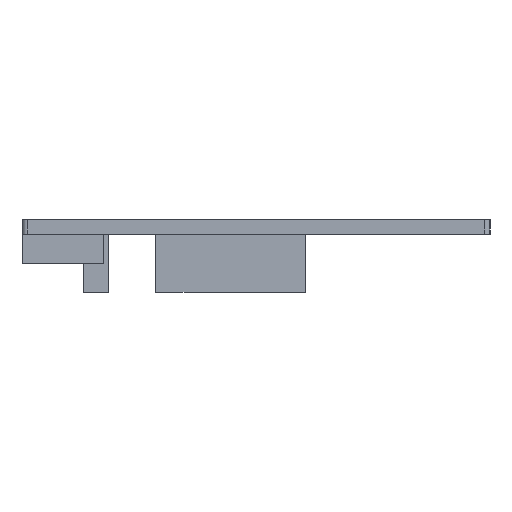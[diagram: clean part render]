
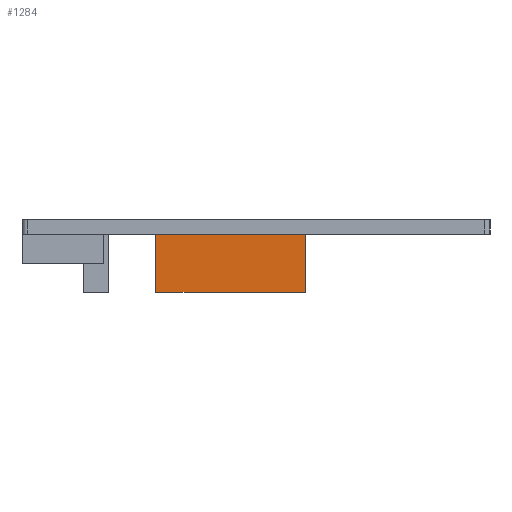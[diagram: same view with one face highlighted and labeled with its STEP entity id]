
A CAD part, left-side view. The second image highlights one B-rep face of the part: STEP entity #1284.
In plain terms, the highlighted planar face has unit normal (-1, 0, 0).
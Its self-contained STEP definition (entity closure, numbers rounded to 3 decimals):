
#206=LINE('',#2147,#302);
#207=LINE('',#2150,#303);
#208=LINE('',#2152,#304);
#209=LINE('',#2153,#305);
#302=VECTOR('',#1799,10.);
#303=VECTOR('',#1802,10.);
#304=VECTOR('',#1803,10.);
#305=VECTOR('',#1804,10.);
#372=FACE_OUTER_BOUND('',#500,.T.);
#500=EDGE_LOOP('',(#1173,#1174,#1175,#1176));
#682=VERTEX_POINT('',#2141);
#684=VERTEX_POINT('',#2145);
#685=VERTEX_POINT('',#2149);
#686=VERTEX_POINT('',#2151);
#848=EDGE_CURVE('',#682,#684,#206,.T.);
#849=EDGE_CURVE('',#682,#685,#207,.T.);
#850=EDGE_CURVE('',#686,#684,#208,.T.);
#851=EDGE_CURVE('',#685,#686,#209,.T.);
#1173=ORIENTED_EDGE('',*,*,#849,.F.);
#1174=ORIENTED_EDGE('',*,*,#848,.T.);
#1175=ORIENTED_EDGE('',*,*,#850,.F.);
#1176=ORIENTED_EDGE('',*,*,#851,.F.);
#1218=PLANE('',#1439);
#1284=ADVANCED_FACE('',(#372),#1218,.T.);
#1439=AXIS2_PLACEMENT_3D('',#2148,#1800,#1801);
#1799=DIRECTION('',(0.,0.,-1.));
#1800=DIRECTION('center_axis',(-1.,0.,0.));
#1801=DIRECTION('ref_axis',(0.,1.,0.));
#1802=DIRECTION('',(0.,-1.,0.));
#1803=DIRECTION('',(0.,1.,0.));
#1804=DIRECTION('',(0.,0.,-1.));
#2141=CARTESIAN_POINT('',(3.684,34.457,0.));
#2145=CARTESIAN_POINT('',(3.684,34.457,-6.));
#2147=CARTESIAN_POINT('',(3.684,34.457,0.));
#2148=CARTESIAN_POINT('Origin',(3.684,19.01,0.));
#2149=CARTESIAN_POINT('',(3.684,19.01,0.));
#2150=CARTESIAN_POINT('',(3.684,34.457,0.));
#2151=CARTESIAN_POINT('',(3.684,19.01,-6.));
#2152=CARTESIAN_POINT('',(3.684,34.457,-6.));
#2153=CARTESIAN_POINT('',(3.684,19.01,0.));
